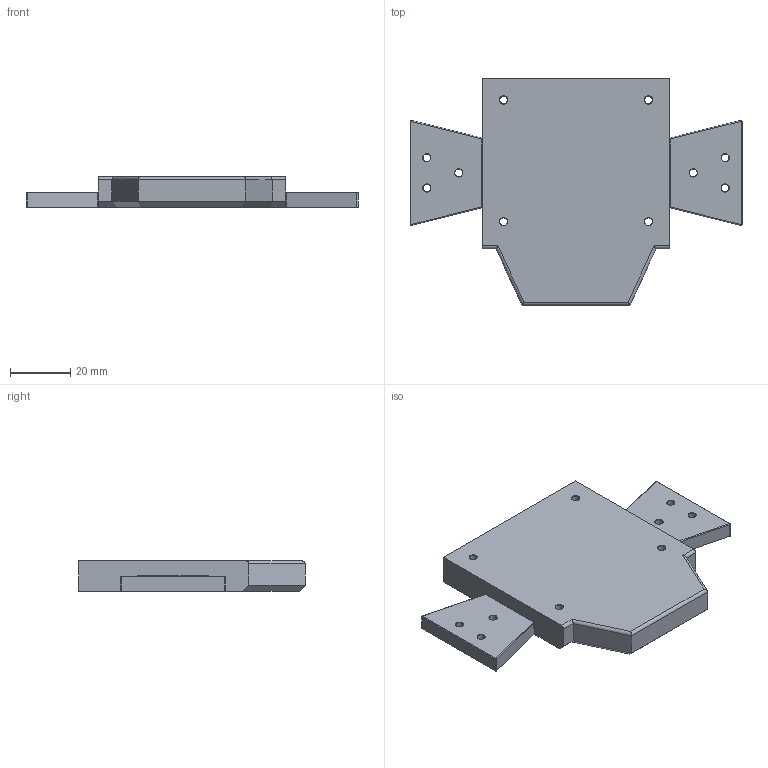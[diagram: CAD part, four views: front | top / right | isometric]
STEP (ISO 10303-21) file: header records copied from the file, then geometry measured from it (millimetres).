
FILE_DESCRIPTION(('HOOPS Exchange Step'),'2;1');
FILE_NAME('temp_export','2024-07-05T15:04:03+02:00',('sebastianfleps'),('Shapr3D Limited'),'HOOPS Exchange 2024.2','Shapr3D','Authorized');
FILE_SCHEMA( ('AUTOMOTIVE_DESIGN { 1 0 10303 214 1 1 1 1 }') );
Length unit declared in the file: millimetre
Products named in the file (1): handheld_base.SLDPRT
Bounding box: 110 x 75 x 10 mm (x, y, z)
Volume: 49340.5 mm3; surface area: 15043.6 mm2
Topology: 1 solids, 1 shells, 104 faces, 274 edges, 170 vertices
Faces by surface type: cylinder 37, plane 29, cone 26, bspline 4, torus 4, sphere 4
Full cylindrical faces by diameter (mm): 2.55 x10, 6 x6
Entity records: 3672 total; most frequent: CARTESIAN_POINT 937, DIRECTION 612, ORIENTED_EDGE 532, EDGE_CURVE 266, AXIS2_PLACEMENT_3D 245, VERTEX_POINT 170, CIRCLE 132, EDGE_LOOP 130
